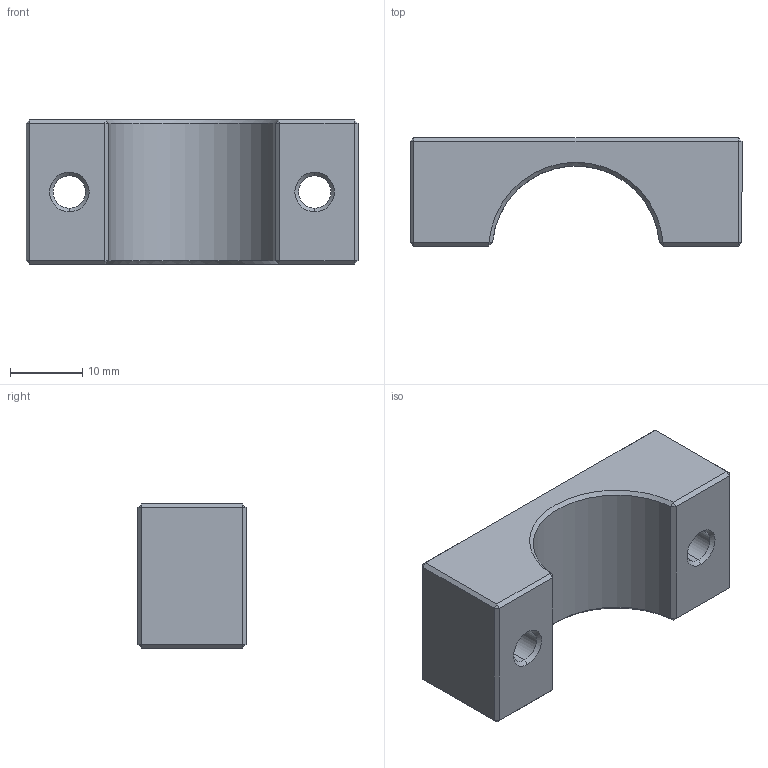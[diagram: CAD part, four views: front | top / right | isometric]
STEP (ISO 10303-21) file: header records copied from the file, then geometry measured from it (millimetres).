
FILE_DESCRIPTION (( 'STEP AP214' ), '1' );
FILE_NAME ('Feed-Halter_Top.STEP', '2026-01-08T15:51:12', ( '' ), ( '' ), 'SwSTEP 2.0', 'SolidWorks 2021', '' );
FILE_SCHEMA (( 'AUTOMOTIVE_DESIGN' ));
Length unit declared in the file: millimetre
Products named in the file (1): Feed-Halter_Top
Bounding box: 46 x 15 x 20 mm (x, y, z)
Volume: 9000.8 mm3; surface area: 3991.7 mm2
Topology: 1 solids, 1 shells, 56 faces, 112 edges, 60 vertices
Faces by surface type: plane 37, cone 10, cylinder 9
Entity records: 1438 total; most frequent: DIRECTION 250, CARTESIAN_POINT 241, ORIENTED_EDGE 224, EDGE_CURVE 112, AXIS2_PLACEMENT_3D 85, VECTOR 80, LINE 80, EDGE_LOOP 62
